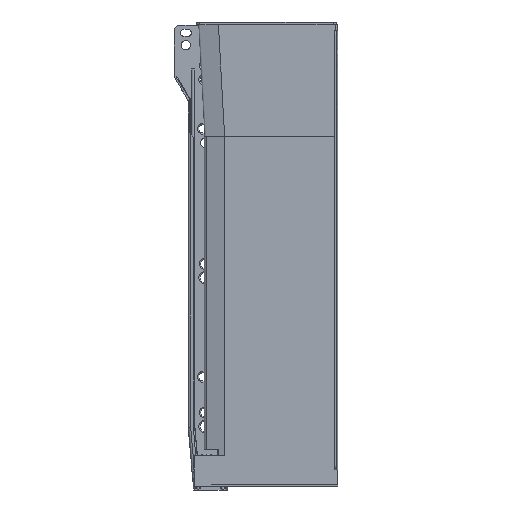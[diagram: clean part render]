
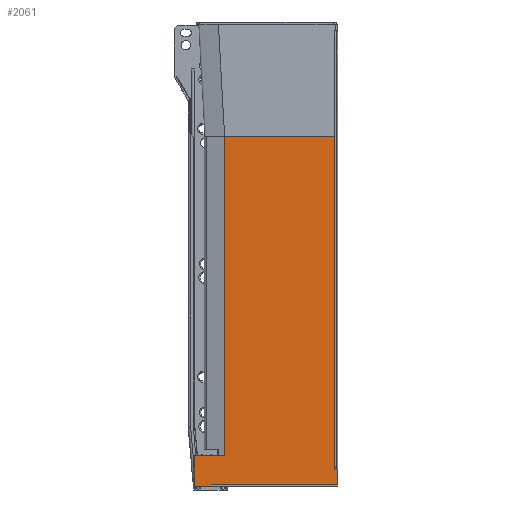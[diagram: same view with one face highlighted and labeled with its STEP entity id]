
A CAD part, left-side view. The second image highlights one B-rep face of the part: STEP entity #2061.
In plain terms, the highlighted planar face has unit normal (-1, 0, 0).
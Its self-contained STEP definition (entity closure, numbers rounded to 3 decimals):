
#68 = CARTESIAN_POINT ( 'NONE',  ( -14.887, -2.091, -296.9 ) ) ;
#151 = CARTESIAN_POINT ( 'NONE',  ( -14.887, 79.5, -298. ) ) ;
#202 = VERTEX_POINT ( 'NONE', #924 ) ;
#210 = CARTESIAN_POINT ( 'NONE',  ( -14.887, 90.645, -278. ) ) ;
#216 = DIRECTION ( 'NONE',  ( 0., -1., 0. ) ) ;
#421 = DIRECTION ( 'NONE',  ( 0., 0., -1. ) ) ;
#553 = ORIENTED_EDGE ( 'NONE', *, *, #3335, .T. ) ;
#863 = DIRECTION ( 'NONE',  ( 0., 0., 1. ) ) ;
#924 = CARTESIAN_POINT ( 'NONE',  ( -14.887, 90.645, -278. ) ) ;
#958 = CARTESIAN_POINT ( 'NONE',  ( -14.887, -0.837, -287. ) ) ;
#968 = EDGE_CURVE ( 'NONE', #9367, #9328, #6350, .T. ) ;
#990 = LINE ( 'NONE', #5622, #9350 ) ;
#1184 = LINE ( 'NONE', #7903, #5073 ) ;
#1248 = VERTEX_POINT ( 'NONE', #8173 ) ;
#1354 = LINE ( 'NONE', #6673, #8642 ) ;
#1669 = ORIENTED_EDGE ( 'NONE', *, *, #6879, .T. ) ;
#1732 = EDGE_CURVE ( 'NONE', #9328, #5233, #2308, .T. ) ;
#1908 = CARTESIAN_POINT ( 'NONE',  ( -14.887, -0.837, -298. ) ) ;
#1919 = EDGE_CURVE ( 'NONE', #1248, #8293, #7876, .T. ) ;
#2003 = DIRECTION ( 'NONE',  ( 0., 1., 0. ) ) ;
#2051 = DIRECTION ( 'NONE',  ( -1., 0., 0. ) ) ;
#2061 = ADVANCED_FACE ( 'NONE', ( #2651 ), #5689, .T. ) ;
#2170 = DIRECTION ( 'NONE',  ( 0., -1., 0. ) ) ;
#2308 = LINE ( 'NONE', #68, #9348 ) ;
#2309 = EDGE_CURVE ( 'NONE', #5233, #9080, #990, .T. ) ;
#2562 = CARTESIAN_POINT ( 'NONE',  ( -14.887, -2.091, -298. ) ) ;
#2651 = FACE_OUTER_BOUND ( 'NONE', #8280, .T. ) ;
#2938 = ORIENTED_EDGE ( 'NONE', *, *, #9861, .F. ) ;
#2988 = VECTOR ( 'NONE', #863, 1000. ) ;
#3073 = CARTESIAN_POINT ( 'NONE',  ( -14.887, -2.091, -296.9 ) ) ;
#3106 = DIRECTION ( 'NONE',  ( 0., 1., 0. ) ) ;
#3307 = LINE ( 'NONE', #7744, #6963 ) ;
#3324 = VERTEX_POINT ( 'NONE', #958 ) ;
#3335 = EDGE_CURVE ( 'NONE', #202, #6250, #7030, .T. ) ;
#3567 = ORIENTED_EDGE ( 'NONE', *, *, #9713, .T. ) ;
#3636 = VECTOR ( 'NONE', #4187, 1000. ) ;
#3641 = CARTESIAN_POINT ( 'NONE',  ( -14.887, 90.645, -298. ) ) ;
#3947 = ORIENTED_EDGE ( 'NONE', *, *, #9496, .F. ) ;
#4016 = EDGE_CURVE ( 'NONE', #9367, #3324, #1354, .T. ) ;
#4187 = DIRECTION ( 'NONE',  ( 0., 1., 0. ) ) ;
#4289 = CARTESIAN_POINT ( 'NONE',  ( -14.887, 79.5, -296.9 ) ) ;
#4381 = DIRECTION ( 'NONE',  ( 0., 0., -1. ) ) ;
#4450 = ORIENTED_EDGE ( 'NONE', *, *, #4016, .T. ) ;
#4454 = LINE ( 'NONE', #8994, #5023 ) ;
#4503 = ORIENTED_EDGE ( 'NONE', *, *, #1919, .T. ) ;
#4590 = AXIS2_PLACEMENT_3D ( 'NONE', #1908, #2051, #4381 ) ;
#4875 = DIRECTION ( 'NONE',  ( 0., 0., -1. ) ) ;
#5023 = VECTOR ( 'NONE', #2170, 1000. ) ;
#5073 = VECTOR ( 'NONE', #7054, 1000. ) ;
#5233 = VERTEX_POINT ( 'NONE', #4289 ) ;
#5277 = ORIENTED_EDGE ( 'NONE', *, *, #1732, .F. ) ;
#5582 = CARTESIAN_POINT ( 'NONE',  ( -14.887, -0.837, -72. ) ) ;
#5622 = CARTESIAN_POINT ( 'NONE',  ( -14.887, 79.5, -298. ) ) ;
#5689 = PLANE ( 'NONE',  #4590 ) ;
#6151 = LINE ( 'NONE', #9791, #2988 ) ;
#6250 = VERTEX_POINT ( 'NONE', #3641 ) ;
#6350 = LINE ( 'NONE', #2562, #7641 ) ;
#6372 = CARTESIAN_POINT ( 'NONE',  ( -14.887, 70.9, -72. ) ) ;
#6561 = VERTEX_POINT ( 'NONE', #9253 ) ;
#6673 = CARTESIAN_POINT ( 'NONE',  ( -14.887, -378., -287. ) ) ;
#6879 = EDGE_CURVE ( 'NONE', #6250, #9080, #4454, .T. ) ;
#6963 = VECTOR ( 'NONE', #216, 1000. ) ;
#7030 = LINE ( 'NONE', #210, #9549 ) ;
#7054 = DIRECTION ( 'NONE',  ( 0., 0., 1. ) ) ;
#7641 = VECTOR ( 'NONE', #421, 1000. ) ;
#7744 = CARTESIAN_POINT ( 'NONE',  ( -14.887, 70.9, -278. ) ) ;
#7876 = LINE ( 'NONE', #5582, #3636 ) ;
#7903 = CARTESIAN_POINT ( 'NONE',  ( -14.887, 70.9, -298. ) ) ;
#7992 = ORIENTED_EDGE ( 'NONE', *, *, #968, .F. ) ;
#8086 = DIRECTION ( 'NONE',  ( 0., 0., -1. ) ) ;
#8173 = CARTESIAN_POINT ( 'NONE',  ( -14.887, -0.837, -72. ) ) ;
#8280 = EDGE_LOOP ( 'NONE', ( #5277, #7992, #4450, #3567, #4503, #3947, #2938, #553, #1669, #9643 ) ) ;
#8293 = VERTEX_POINT ( 'NONE', #6372 ) ;
#8642 = VECTOR ( 'NONE', #2003, 1000. ) ;
#8994 = CARTESIAN_POINT ( 'NONE',  ( -14.887, 70.9, -298. ) ) ;
#9080 = VERTEX_POINT ( 'NONE', #151 ) ;
#9253 = CARTESIAN_POINT ( 'NONE',  ( -14.887, 70.9, -278. ) ) ;
#9258 = CARTESIAN_POINT ( 'NONE',  ( -14.887, -2.091, -287. ) ) ;
#9328 = VERTEX_POINT ( 'NONE', #3073 ) ;
#9348 = VECTOR ( 'NONE', #3106, 1000. ) ;
#9350 = VECTOR ( 'NONE', #4875, 1000. ) ;
#9367 = VERTEX_POINT ( 'NONE', #9258 ) ;
#9496 = EDGE_CURVE ( 'NONE', #6561, #8293, #1184, .T. ) ;
#9549 = VECTOR ( 'NONE', #8086, 1000. ) ;
#9643 = ORIENTED_EDGE ( 'NONE', *, *, #2309, .F. ) ;
#9713 = EDGE_CURVE ( 'NONE', #3324, #1248, #6151, .T. ) ;
#9791 = CARTESIAN_POINT ( 'NONE',  ( -14.887, -0.837, -298. ) ) ;
#9861 = EDGE_CURVE ( 'NONE', #202, #6561, #3307, .T. ) ;
